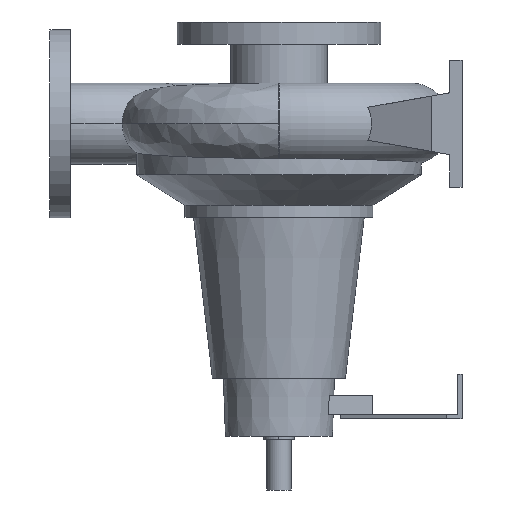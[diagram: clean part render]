
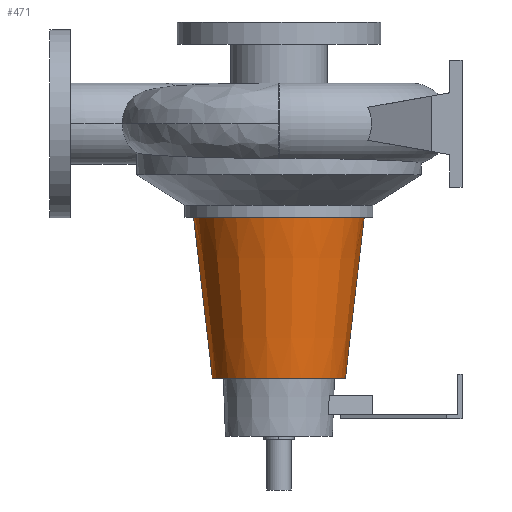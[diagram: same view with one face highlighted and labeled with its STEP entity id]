
A CAD part, left-side view. The second image highlights one B-rep face of the part: STEP entity #471.
In plain terms, the highlighted conical face has half-angle 6.662 degrees and reference radius 65.4 mm.
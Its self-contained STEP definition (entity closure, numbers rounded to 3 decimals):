
#13 = VERTEX_POINT ( 'NONE', #3127 ) ;
#125 = VERTEX_POINT ( 'NONE', #3730 ) ;
#258 = EDGE_CURVE ( 'NONE', #6746, #125, #3238, .T. ) ;
#406 = ORIENTED_EDGE ( 'NONE', *, *, #4022, .T. ) ;
#410 = DIRECTION ( 'NONE',  ( 0., -1., 0. ) ) ;
#471 = ADVANCED_FACE ( 'NONE', ( #6387 ), #2226, .T. ) ;
#501 = DIRECTION ( 'NONE',  ( 0., 0.116, 0.993 ) ) ;
#515 = CARTESIAN_POINT ( 'NONE',  ( 0., 83.854, -92. ) ) ;
#1082 = LINE ( 'NONE', #3677, #4789 ) ;
#1278 = DIRECTION ( 'NONE',  ( 0., -1., 0. ) ) ;
#1456 = AXIS2_PLACEMENT_3D ( 'NONE', #3756, #2633, #6324 ) ;
#1794 = DIRECTION ( 'NONE',  ( 0., 0., 1. ) ) ;
#2019 = AXIS2_PLACEMENT_3D ( 'NONE', #2392, #1794, #1278 ) ;
#2226 = CONICAL_SURFACE ( 'NONE', #1456, 65.4, 0.116 ) ;
#2392 = CARTESIAN_POINT ( 'NONE',  ( 0., 0., -92. ) ) ;
#2541 = CARTESIAN_POINT ( 'NONE',  ( 0., -65.4, -250. ) ) ;
#2633 = DIRECTION ( 'NONE',  ( 0., 0., 1. ) ) ;
#2829 = AXIS2_PLACEMENT_3D ( 'NONE', #4148, #4595, #410 ) ;
#2999 = ORIENTED_EDGE ( 'NONE', *, *, #4733, .F. ) ;
#3127 = CARTESIAN_POINT ( 'NONE',  ( 0., 65.4, -250. ) ) ;
#3238 = CIRCLE ( 'NONE', #2019, 83.854 ) ;
#3544 = ORIENTED_EDGE ( 'NONE', *, *, #4154, .T. ) ;
#3677 = CARTESIAN_POINT ( 'NONE',  ( 0., 65.4, -250. ) ) ;
#3730 = CARTESIAN_POINT ( 'NONE',  ( 0., -83.854, -92. ) ) ;
#3756 = CARTESIAN_POINT ( 'NONE',  ( 0., 0., -250. ) ) ;
#4022 = EDGE_CURVE ( 'NONE', #6114, #125, #4909, .T. ) ;
#4148 = CARTESIAN_POINT ( 'NONE',  ( 0., 0., -250. ) ) ;
#4154 = EDGE_CURVE ( 'NONE', #13, #6114, #4569, .T. ) ;
#4569 = CIRCLE ( 'NONE', #2829, 65.4 ) ;
#4587 = VECTOR ( 'NONE', #5305, 1000. ) ;
#4595 = DIRECTION ( 'NONE',  ( 0., 0., 1. ) ) ;
#4733 = EDGE_CURVE ( 'NONE', #13, #6746, #1082, .T. ) ;
#4789 = VECTOR ( 'NONE', #501, 1000. ) ;
#4909 = LINE ( 'NONE', #5838, #4587 ) ;
#5305 = DIRECTION ( 'NONE',  ( 0., -0.116, 0.993 ) ) ;
#5394 = ORIENTED_EDGE ( 'NONE', *, *, #258, .F. ) ;
#5838 = CARTESIAN_POINT ( 'NONE',  ( 0., -65.4, -250. ) ) ;
#6114 = VERTEX_POINT ( 'NONE', #2541 ) ;
#6324 = DIRECTION ( 'NONE',  ( 0., -1., 0. ) ) ;
#6387 = FACE_OUTER_BOUND ( 'NONE', #6735, .T. ) ;
#6735 = EDGE_LOOP ( 'NONE', ( #2999, #3544, #406, #5394 ) ) ;
#6746 = VERTEX_POINT ( 'NONE', #515 ) ;
